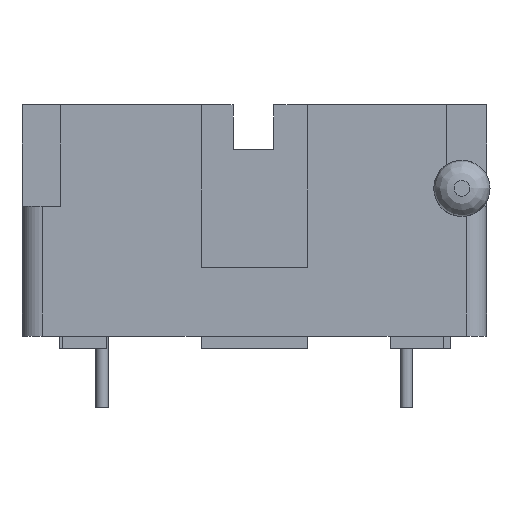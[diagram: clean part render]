
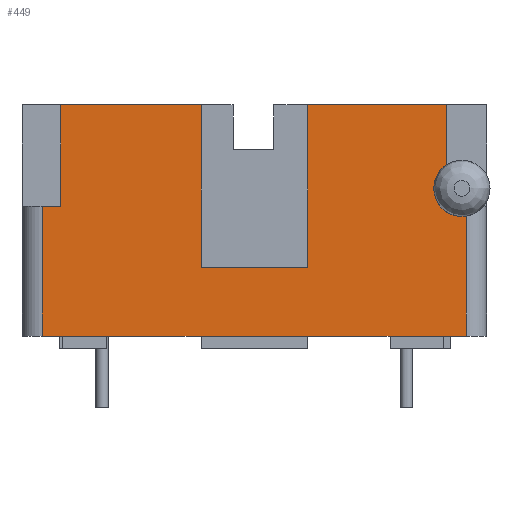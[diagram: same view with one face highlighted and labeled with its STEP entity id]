
A CAD part, left-side view. The second image highlights one B-rep face of the part: STEP entity #449.
In plain terms, the highlighted planar face has unit normal (-1, 0, 0).
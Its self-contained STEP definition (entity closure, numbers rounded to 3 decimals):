
#225 = EDGE_CURVE('',#226,#228,#230,.T.);
#226 = VERTEX_POINT('',#227);
#227 = CARTESIAN_POINT('',(0.,2.,7.76));
#228 = VERTEX_POINT('',#229);
#229 = CARTESIAN_POINT('',(0.,2.,6.96));
#230 = LINE('',#231,#232);
#231 = CARTESIAN_POINT('',(0.,2.,5.7));
#232 = VECTOR('',#233,1.);
#233 = DIRECTION('',(0.,0.,-1.));
#256 = EDGE_CURVE('',#226,#257,#259,.T.);
#257 = VERTEX_POINT('',#258);
#258 = CARTESIAN_POINT('',(0.,1.6,8.16));
#259 = CIRCLE('',#260,0.4);
#260 = AXIS2_PLACEMENT_3D('',#261,#262,#263);
#261 = CARTESIAN_POINT('',(0.,1.6,7.76));
#262 = DIRECTION('',(1.,-0.,0.));
#263 = DIRECTION('',(0.,0.,-1.));
#283 = VERTEX_POINT('',#284);
#284 = CARTESIAN_POINT('',(0.,1.6,6.56));
#290 = EDGE_CURVE('',#228,#283,#291,.T.);
#291 = CIRCLE('',#292,0.4);
#292 = AXIS2_PLACEMENT_3D('',#293,#294,#295);
#293 = CARTESIAN_POINT('',(0.,1.6,6.96));
#294 = DIRECTION('',(-1.,0.,0.));
#295 = DIRECTION('',(0.,0.,1.));
#308 = EDGE_CURVE('',#309,#257,#311,.T.);
#309 = VERTEX_POINT('',#310);
#310 = CARTESIAN_POINT('',(0.,2.,8.16));
#311 = LINE('',#312,#313);
#312 = CARTESIAN_POINT('',(0.,12.45,8.16));
#313 = VECTOR('',#314,1.);
#314 = DIRECTION('',(0.,-1.,0.));
#357 = VERTEX_POINT('',#358);
#358 = CARTESIAN_POINT('',(0.,2.,6.56));
#364 = EDGE_CURVE('',#357,#283,#365,.T.);
#365 = LINE('',#366,#367);
#366 = CARTESIAN_POINT('',(0.,12.45,6.56));
#367 = VECTOR('',#368,1.);
#368 = DIRECTION('',(0.,-1.,0.));
#449 = ADVANCED_FACE('',(#450),#575,.F.);
#450 = FACE_BOUND('',#451,.F.);
#451 = EDGE_LOOP('',(#452,#453,#454,#455,#463,#471,#479,#487,#495,#503,
    #511,#519,#527,#535,#543,#551,#559,#567,#573,#574));
#452 = ORIENTED_EDGE('',*,*,#225,.T.);
#453 = ORIENTED_EDGE('',*,*,#290,.T.);
#454 = ORIENTED_EDGE('',*,*,#364,.F.);
#455 = ORIENTED_EDGE('',*,*,#456,.T.);
#456 = EDGE_CURVE('',#357,#457,#459,.T.);
#457 = VERTEX_POINT('',#458);
#458 = CARTESIAN_POINT('',(0.,2.,6.4));
#459 = LINE('',#460,#461);
#460 = CARTESIAN_POINT('',(0.,2.,5.7));
#461 = VECTOR('',#462,1.);
#462 = DIRECTION('',(0.,0.,-1.));
#463 = ORIENTED_EDGE('',*,*,#464,.F.);
#464 = EDGE_CURVE('',#465,#457,#467,.T.);
#465 = VERTEX_POINT('',#466);
#466 = CARTESIAN_POINT('',(0.,1.,6.4));
#467 = LINE('',#468,#469);
#468 = CARTESIAN_POINT('',(0.,11.607,6.4));
#469 = VECTOR('',#470,1.);
#470 = DIRECTION('',(0.,1.,0.));
#471 = ORIENTED_EDGE('',*,*,#472,.F.);
#472 = EDGE_CURVE('',#473,#465,#475,.T.);
#473 = VERTEX_POINT('',#474);
#474 = CARTESIAN_POINT('',(0.,1.,0.));
#475 = LINE('',#476,#477);
#476 = CARTESIAN_POINT('',(0.,1.,0.));
#477 = VECTOR('',#478,1.);
#478 = DIRECTION('',(0.,0.,1.));
#479 = ORIENTED_EDGE('',*,*,#480,.F.);
#480 = EDGE_CURVE('',#481,#473,#483,.T.);
#481 = VERTEX_POINT('',#482);
#482 = CARTESIAN_POINT('',(0.,8.825,0.));
#483 = LINE('',#484,#485);
#484 = CARTESIAN_POINT('',(0.,22.9,0.));
#485 = VECTOR('',#486,1.);
#486 = DIRECTION('',(0.,-1.,0.));
#487 = ORIENTED_EDGE('',*,*,#488,.F.);
#488 = EDGE_CURVE('',#489,#481,#491,.T.);
#489 = VERTEX_POINT('',#490);
#490 = CARTESIAN_POINT('',(0.,14.075,0.));
#491 = LINE('',#492,#493);
#492 = CARTESIAN_POINT('',(0.,14.075,0.));
#493 = VECTOR('',#494,1.);
#494 = DIRECTION('',(0.,-1.,0.));
#495 = ORIENTED_EDGE('',*,*,#496,.F.);
#496 = EDGE_CURVE('',#497,#489,#499,.T.);
#497 = VERTEX_POINT('',#498);
#498 = CARTESIAN_POINT('',(0.,21.9,0.));
#499 = LINE('',#500,#501);
#500 = CARTESIAN_POINT('',(0.,22.9,0.));
#501 = VECTOR('',#502,1.);
#502 = DIRECTION('',(0.,-1.,0.));
#503 = ORIENTED_EDGE('',*,*,#504,.T.);
#504 = EDGE_CURVE('',#497,#505,#507,.T.);
#505 = VERTEX_POINT('',#506);
#506 = CARTESIAN_POINT('',(0.,21.9,6.4));
#507 = LINE('',#508,#509);
#508 = CARTESIAN_POINT('',(0.,21.9,0.));
#509 = VECTOR('',#510,1.);
#510 = DIRECTION('',(0.,0.,1.));
#511 = ORIENTED_EDGE('',*,*,#512,.F.);
#512 = EDGE_CURVE('',#513,#505,#515,.T.);
#513 = VERTEX_POINT('',#514);
#514 = CARTESIAN_POINT('',(0.,21.,6.4));
#515 = LINE('',#516,#517);
#516 = CARTESIAN_POINT('',(0.,22.739,6.4));
#517 = VECTOR('',#518,1.);
#518 = DIRECTION('',(0.,1.,0.));
#519 = ORIENTED_EDGE('',*,*,#520,.T.);
#520 = EDGE_CURVE('',#513,#521,#523,.T.);
#521 = VERTEX_POINT('',#522);
#522 = CARTESIAN_POINT('',(0.,21.,11.4));
#523 = LINE('',#524,#525);
#524 = CARTESIAN_POINT('',(0.,21.,5.7));
#525 = VECTOR('',#526,1.);
#526 = DIRECTION('',(0.,0.,1.));
#527 = ORIENTED_EDGE('',*,*,#528,.T.);
#528 = EDGE_CURVE('',#521,#529,#531,.T.);
#529 = VERTEX_POINT('',#530);
#530 = CARTESIAN_POINT('',(0.,14.075,11.4));
#531 = LINE('',#532,#533);
#532 = CARTESIAN_POINT('',(0.,22.9,11.4));
#533 = VECTOR('',#534,1.);
#534 = DIRECTION('',(0.,-1.,0.));
#535 = ORIENTED_EDGE('',*,*,#536,.T.);
#536 = EDGE_CURVE('',#529,#537,#539,.T.);
#537 = VERTEX_POINT('',#538);
#538 = CARTESIAN_POINT('',(0.,14.075,3.4));
#539 = LINE('',#540,#541);
#540 = CARTESIAN_POINT('',(0.,14.075,5.7));
#541 = VECTOR('',#542,1.);
#542 = DIRECTION('',(0.,0.,-1.));
#543 = ORIENTED_EDGE('',*,*,#544,.F.);
#544 = EDGE_CURVE('',#545,#537,#547,.T.);
#545 = VERTEX_POINT('',#546);
#546 = CARTESIAN_POINT('',(0.,8.825,3.4));
#547 = LINE('',#548,#549);
#548 = CARTESIAN_POINT('',(0.,17.175,3.4));
#549 = VECTOR('',#550,1.);
#550 = DIRECTION('',(0.,1.,0.));
#551 = ORIENTED_EDGE('',*,*,#552,.T.);
#552 = EDGE_CURVE('',#545,#553,#555,.T.);
#553 = VERTEX_POINT('',#554);
#554 = CARTESIAN_POINT('',(0.,8.825,11.4));
#555 = LINE('',#556,#557);
#556 = CARTESIAN_POINT('',(0.,8.825,5.7));
#557 = VECTOR('',#558,1.);
#558 = DIRECTION('',(0.,0.,1.));
#559 = ORIENTED_EDGE('',*,*,#560,.T.);
#560 = EDGE_CURVE('',#553,#561,#563,.T.);
#561 = VERTEX_POINT('',#562);
#562 = CARTESIAN_POINT('',(0.,2.,11.4));
#563 = LINE('',#564,#565);
#564 = CARTESIAN_POINT('',(0.,22.9,11.4));
#565 = VECTOR('',#566,1.);
#566 = DIRECTION('',(0.,-1.,0.));
#567 = ORIENTED_EDGE('',*,*,#568,.T.);
#568 = EDGE_CURVE('',#561,#309,#569,.T.);
#569 = LINE('',#570,#571);
#570 = CARTESIAN_POINT('',(0.,2.,5.7));
#571 = VECTOR('',#572,1.);
#572 = DIRECTION('',(0.,0.,-1.));
#573 = ORIENTED_EDGE('',*,*,#308,.T.);
#574 = ORIENTED_EDGE('',*,*,#256,.F.);
#575 = PLANE('',#576);
#576 = AXIS2_PLACEMENT_3D('',#577,#578,#579);
#577 = CARTESIAN_POINT('',(0.,22.9,0.));
#578 = DIRECTION('',(1.,0.,0.));
#579 = DIRECTION('',(0.,-1.,0.));
